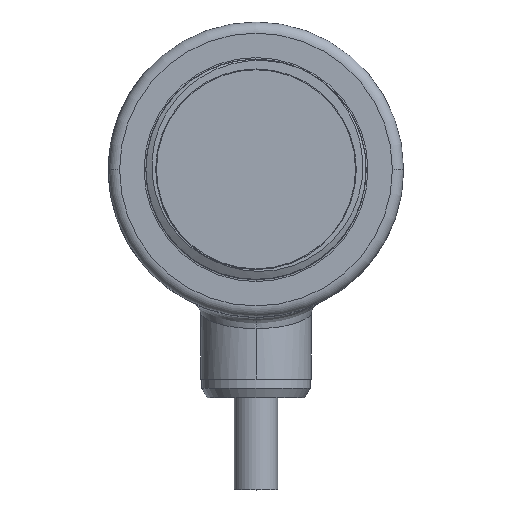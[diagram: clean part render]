
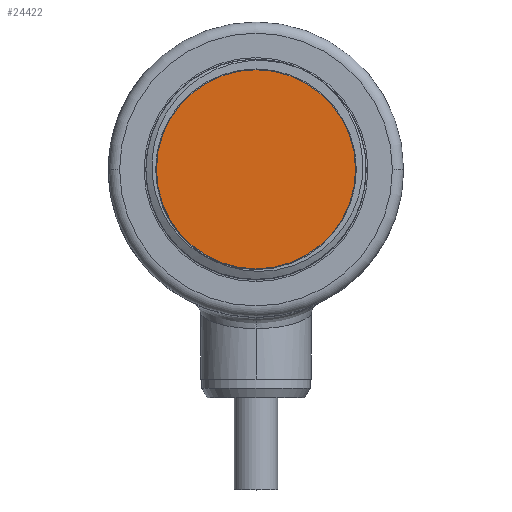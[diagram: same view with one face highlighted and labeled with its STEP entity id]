
A CAD part, top view. The second image highlights one B-rep face of the part: STEP entity #24422.
In plain terms, the highlighted planar face has unit normal (0, 0, 1).
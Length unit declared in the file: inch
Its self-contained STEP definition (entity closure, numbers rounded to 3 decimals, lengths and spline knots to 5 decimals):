
#10329=CARTESIAN_POINT('',(0.,0.,1.26317));
#10330=DIRECTION('',(0.,0.,1.));
#10331=DIRECTION('',(1.,0.,0.));
#10332=AXIS2_PLACEMENT_3D('',#10329,#10330,#10331);
#10343=CARTESIAN_POINT('',(0.,0.,1.26317));
#10344=DIRECTION('',(0.,0.,-1.));
#10345=DIRECTION('',(1.,0.,0.));
#10346=AXIS2_PLACEMENT_3D('',#10343,#10344,#10345);
#12945=CARTESIAN_POINT('',(0.53346,0.,1.26317));
#12946=CARTESIAN_POINT('',(-0.53346,0.,1.26317));
#12947=VERTEX_POINT('',#12945);
#12948=VERTEX_POINT('',#12946);
#24413=CARTESIAN_POINT('',(0.,0.,1.26317));
#24414=DIRECTION('',(0.,0.,1.));
#24415=DIRECTION('',(-1.,0.,0.));
#24416=AXIS2_PLACEMENT_3D('',#24413,#24414,#24415);
#24417=PLANE('',#24416);
#24418=ORIENTED_EDGE('',*,*,#24393,.F.);
#24419=ORIENTED_EDGE('',*,*,#24407,.T.);
#24420=EDGE_LOOP('',(#24418,#24419));
#24421=FACE_OUTER_BOUND('',#24420,.F.);
#24422=ADVANCED_FACE('',(#24421),#24417,.T.);
#10333=CIRCLE('',#10332,0.53346);
#10347=CIRCLE('',#10346,0.53346);
#24393=EDGE_CURVE('',#12947,#12948,#10333,.T.);
#24407=EDGE_CURVE('',#12947,#12948,#10347,.T.);
